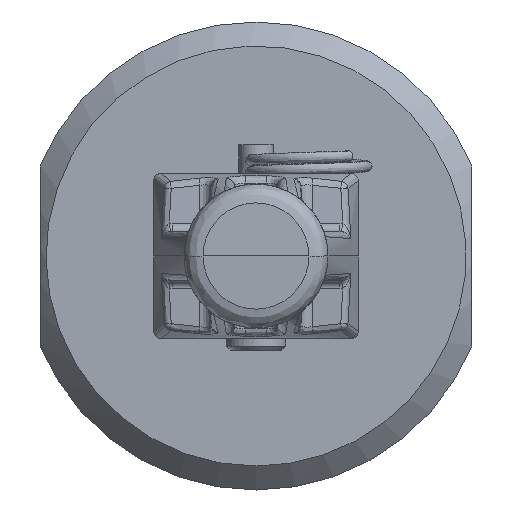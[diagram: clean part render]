
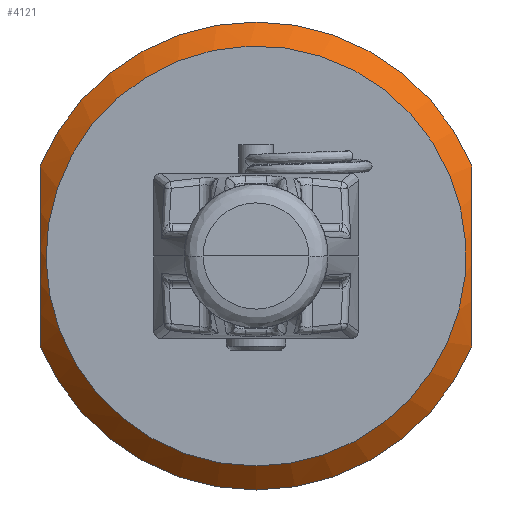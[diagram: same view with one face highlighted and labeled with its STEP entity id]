
A CAD part, left-side view. The second image highlights one B-rep face of the part: STEP entity #4121.
In plain terms, the highlighted conical face has half-angle 45 degrees and reference radius 29.369 mm.
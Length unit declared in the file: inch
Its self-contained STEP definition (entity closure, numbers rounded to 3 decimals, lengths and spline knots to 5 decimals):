
#14=(
BOUNDED_CURVE()
B_SPLINE_CURVE(2,(#9652,#9653,#9654),.UNSPECIFIED.,.F.,.F.)
B_SPLINE_CURVE_WITH_KNOTS((3,3),(0.,2.42841),.UNSPECIFIED.)
CURVE()
GEOMETRIC_REPRESENTATION_ITEM()
RATIONAL_B_SPLINE_CURVE((1.,1.083,1.))
REPRESENTATION_ITEM('')
);
#17=(
BOUNDED_CURVE()
B_SPLINE_CURVE(2,(#9684,#9685,#9686),.UNSPECIFIED.,.F.,.F.)
B_SPLINE_CURVE_WITH_KNOTS((3,3),(0.,2.42841),.UNSPECIFIED.)
CURVE()
GEOMETRIC_REPRESENTATION_ITEM()
RATIONAL_B_SPLINE_CURVE((1.,1.083,1.))
REPRESENTATION_ITEM('')
);
#1023=FACE_BOUND('',#1530,.T.);
#1264=FACE_OUTER_BOUND('',#1529,.T.);
#1529=EDGE_LOOP('',(#3805,#3806,#3807,#3808));
#1530=EDGE_LOOP('',(#3809));
#1757=CIRCLE('',#4476,1.09375);
#1762=CIRCLE('',#4484,1.21875);
#1763=CIRCLE('',#4487,1.21875);
#2111=VERTEX_POINT('',#9650);
#2112=VERTEX_POINT('',#9651);
#2115=VERTEX_POINT('',#9663);
#2120=VERTEX_POINT('',#9679);
#2121=VERTEX_POINT('',#9683);
#2680=EDGE_CURVE('',#2111,#2112,#14,.T.);
#2684=EDGE_CURVE('',#2115,#2115,#1757,.T.);
#2690=EDGE_CURVE('',#2120,#2111,#1762,.T.);
#2692=EDGE_CURVE('',#2121,#2120,#17,.T.);
#2694=EDGE_CURVE('',#2112,#2121,#1763,.T.);
#3805=ORIENTED_EDGE('',*,*,#2680,.T.);
#3806=ORIENTED_EDGE('',*,*,#2694,.T.);
#3807=ORIENTED_EDGE('',*,*,#2692,.T.);
#3808=ORIENTED_EDGE('',*,*,#2690,.T.);
#3809=ORIENTED_EDGE('',*,*,#2684,.T.);
#3894=CONICAL_SURFACE('',#4486,1.15625,45.);
#4121=ADVANCED_FACE('',(#1264,#1023),#3894,.T.);
#4476=AXIS2_PLACEMENT_3D('',#9664,#5338,#5339);
#4484=AXIS2_PLACEMENT_3D('',#9680,#5354,#5355);
#4486=AXIS2_PLACEMENT_3D('',#9688,#5360,#5361);
#4487=AXIS2_PLACEMENT_3D('',#9689,#5362,#5363);
#5338=DIRECTION('center_axis',(1.,0.,0.));
#5339=DIRECTION('ref_axis',(0.,0.,
1.));
#5354=DIRECTION('center_axis',(-1.,0.,0.));
#5355=DIRECTION('ref_axis',(0.,0.,
1.));
#5360=DIRECTION('center_axis',(1.,0.,0.));
#5361=DIRECTION('ref_axis',(0.,0.,
1.));
#5362=DIRECTION('center_axis',(-1.,0.,0.));
#5363=DIRECTION('ref_axis',(0.,0.,
1.));
#9650=CARTESIAN_POINT('',(0.125,1.125,0.46875));
#9651=CARTESIAN_POINT('',(0.125,1.125,-0.46875));
#9652=CARTESIAN_POINT('Ctrl Pts',(0.125,1.125,0.46875));
#9653=CARTESIAN_POINT('Ctrl Pts',(-0.05529,1.125,0.));
#9654=CARTESIAN_POINT('Ctrl Pts',(0.125,1.125,-0.46875));
#9663=CARTESIAN_POINT('',(0.,0.,-1.09375));
#9664=CARTESIAN_POINT('Origin',(0.,0.,
0.));
#9679=CARTESIAN_POINT('',(0.125,-1.125,0.46875));
#9680=CARTESIAN_POINT('Origin',(0.125,0.,0.));
#9683=CARTESIAN_POINT('',(0.125,-1.125,-0.46875));
#9684=CARTESIAN_POINT('Ctrl Pts',(0.125,-1.125,-0.46875));
#9685=CARTESIAN_POINT('Ctrl Pts',(-0.05529,-1.125,0.));
#9686=CARTESIAN_POINT('Ctrl Pts',(0.125,-1.125,0.46875));
#9688=CARTESIAN_POINT('Origin',(0.0625,0.,
0.));
#9689=CARTESIAN_POINT('Origin',(0.125,0.,0.));
